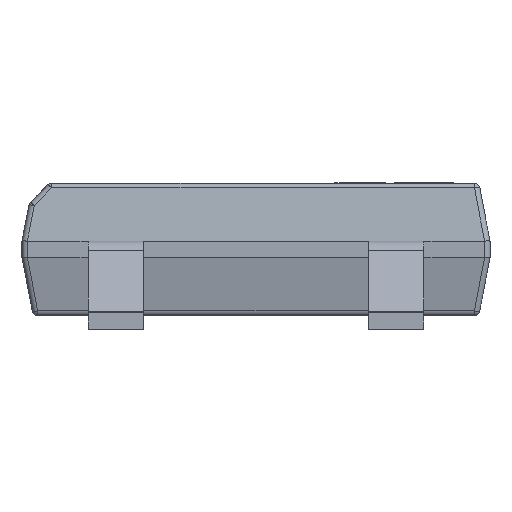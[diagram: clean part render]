
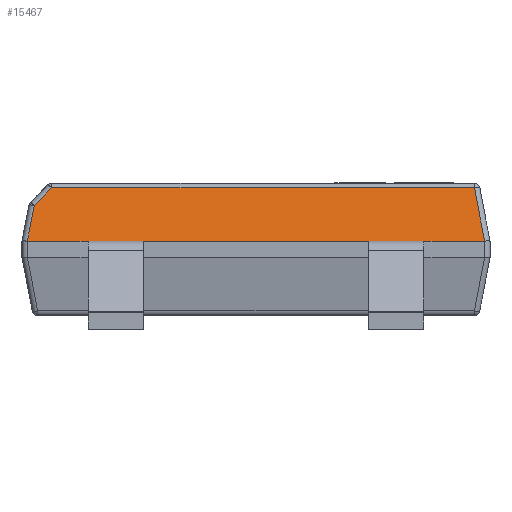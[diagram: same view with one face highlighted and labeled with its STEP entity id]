
A CAD part, front view. The second image highlights one B-rep face of the part: STEP entity #15467.
In plain terms, the highlighted planar face has unit normal (0, -0.982, 0.187).
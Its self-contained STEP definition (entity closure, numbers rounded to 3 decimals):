
#303 = VERTEX_POINT ( 'NONE', #8677 ) ;
#494 = EDGE_CURVE ( 'NONE', #15335, #16851, #18744, .T. ) ;
#811 = LINE ( 'NONE', #8543, #15246 ) ;
#906 = DIRECTION ( 'NONE',  ( -1., 0., 0. ) ) ;
#926 = CARTESIAN_POINT ( 'NONE',  ( 4.152, -3.2, 1.4 ) ) ;
#1035 = VERTEX_POINT ( 'NONE', #16425 ) ;
#1040 = CARTESIAN_POINT ( 'NONE',  ( -4.15, -3.2, 1.4 ) ) ;
#1574 = ORIENTED_EDGE ( 'NONE', *, *, #9037, .F. ) ;
#1585 = VECTOR ( 'NONE', #10739, 1000. ) ;
#1668 = VECTOR ( 'NONE', #15618, 1000. ) ;
#2069 = ORIENTED_EDGE ( 'NONE', *, *, #7211, .T. ) ;
#2077 = EDGE_CURVE ( 'NONE', #4902, #16678, #8250, .T. ) ;
#2238 = CARTESIAN_POINT ( 'NONE',  ( -4.151, -3.2, 1.4 ) ) ;
#3363 = VECTOR ( 'NONE', #6296, 1000. ) ;
#3391 = VERTEX_POINT ( 'NONE', #17753 ) ;
#3538 = CARTESIAN_POINT ( 'NONE',  ( -3.818, -2.866, 3.152 ) ) ;
#3578 = EDGE_CURVE ( 'NONE', #3391, #12427, #8493, .T. ) ;
#3581 = DIRECTION ( 'NONE',  ( -0.701, -0.133, -0.701 ) ) ;
#3687 = VECTOR ( 'NONE', #9025, 1000. ) ;
#3886 = DIRECTION ( 'NONE',  ( -1., 0., 0. ) ) ;
#4150 = EDGE_CURVE ( 'NONE', #1035, #7428, #811, .T. ) ;
#4167 = PLANE ( 'NONE',  #5915 ) ;
#4364 = CARTESIAN_POINT ( 'NONE',  ( 4.151, -3.2, 1.4 ) ) ;
#4899 = LINE ( 'NONE', #3538, #1585 ) ;
#4902 = VERTEX_POINT ( 'NONE', #13854 ) ;
#4923 = ORIENTED_EDGE ( 'NONE', *, *, #3578, .F. ) ;
#4985 = LINE ( 'NONE', #16893, #1668 ) ;
#5183 = CARTESIAN_POINT ( 'NONE',  ( -4.152, -3.2, 1.4 ) ) ;
#5669 = ORIENTED_EDGE ( 'NONE', *, *, #2077, .T. ) ;
#5692 = DIRECTION ( 'NONE',  ( -1., 0., 0. ) ) ;
#5821 = CARTESIAN_POINT ( 'NONE',  ( 4.15, -3.2, 1.4 ) ) ;
#5915 = AXIS2_PLACEMENT_3D ( 'NONE', #8647, #17256, #3886 ) ;
#6296 = DIRECTION ( 'NONE',  ( -1., 0., 0. ) ) ;
#6340 =( BOUNDED_CURVE ( )  B_SPLINE_CURVE ( 3, ( #5183, #2238, #12794, #1040 ),
 .UNSPECIFIED., .F., .F. ) 
 B_SPLINE_CURVE_WITH_KNOTS ( ( 4, 4 ),
 ( 6.266, 6.283 ),
 .UNSPECIFIED. ) 
 CURVE ( )  GEOMETRIC_REPRESENTATION_ITEM ( )  RATIONAL_B_SPLINE_CURVE ( ( 1., 1., 1., 1. ) ) 
 REPRESENTATION_ITEM ( '' )  );
#6469 = ORIENTED_EDGE ( 'NONE', *, *, #4150, .F. ) ;
#6911 = EDGE_CURVE ( 'NONE', #15335, #3391, #7502, .T. ) ;
#6964 = VERTEX_POINT ( 'NONE', #18788 ) ;
#7211 = EDGE_CURVE ( 'NONE', #16678, #11062, #4899, .T. ) ;
#7428 = VERTEX_POINT ( 'NONE', #12000 ) ;
#7502 = LINE ( 'NONE', #18127, #12826 ) ;
#7777 = CARTESIAN_POINT ( 'NONE',  ( 0., -3.015, 2.369 ) ) ;
#8232 = ORIENTED_EDGE ( 'NONE', *, *, #6911, .F. ) ;
#8250 = LINE ( 'NONE', #14218, #12434 ) ;
#8379 = CARTESIAN_POINT ( 'NONE',  ( 4.151, -3.2, 1.4 ) ) ;
#8493 = LINE ( 'NONE', #14633, #13581 ) ;
#8543 = CARTESIAN_POINT ( 'NONE',  ( -3.05, -3.2, 1.4 ) ) ;
#8647 = CARTESIAN_POINT ( 'NONE',  ( 0., -3., 2.45 ) ) ;
#8677 = CARTESIAN_POINT ( 'NONE',  ( 3.967, -3.015, 2.369 ) ) ;
#8916 = LINE ( 'NONE', #17917, #3687 ) ;
#9025 = DIRECTION ( 'NONE',  ( -0.184, 0.184, 0.966 ) ) ;
#9037 = EDGE_CURVE ( 'NONE', #7428, #6964, #10555, .T. ) ;
#10100 = FACE_OUTER_BOUND ( 'NONE', #17962, .T. ) ;
#10163 = EDGE_CURVE ( 'NONE', #11062, #6964, #6340, .T. ) ;
#10555 = LINE ( 'NONE', #16521, #18516 ) ;
#10739 = DIRECTION ( 'NONE',  ( -0.184, -0.184, -0.966 ) ) ;
#11021 = CARTESIAN_POINT ( 'NONE',  ( -4.152, -3.2, 1.4 ) ) ;
#11062 = VERTEX_POINT ( 'NONE', #11021 ) ;
#11344 = EDGE_CURVE ( 'NONE', #16851, #303, #8916, .T. ) ;
#11888 = CARTESIAN_POINT ( 'NONE',  ( 4.15, -3.2, 1.4 ) ) ;
#12000 = CARTESIAN_POINT ( 'NONE',  ( -3.05, -3.2, 1.4 ) ) ;
#12427 = VERTEX_POINT ( 'NONE', #15355 ) ;
#12434 = VECTOR ( 'NONE', #3581, 1000. ) ;
#12794 = CARTESIAN_POINT ( 'NONE',  ( -4.151, -3.2, 1.4 ) ) ;
#12826 = VECTOR ( 'NONE', #13467, 1000. ) ;
#12937 = ORIENTED_EDGE ( 'NONE', *, *, #494, .T. ) ;
#13164 = EDGE_CURVE ( 'NONE', #303, #4902, #15173, .T. ) ;
#13467 = DIRECTION ( 'NONE',  ( -1., 0., 0. ) ) ;
#13581 = VECTOR ( 'NONE', #16084, 1000. ) ;
#13854 = CARTESIAN_POINT ( 'NONE',  ( -3.709, -3.015, 2.369 ) ) ;
#14218 = CARTESIAN_POINT ( 'NONE',  ( -4.024, -3.075, 2.054 ) ) ;
#14398 = CARTESIAN_POINT ( 'NONE',  ( -4.028, -3.076, 2.049 ) ) ;
#14633 = CARTESIAN_POINT ( 'NONE',  ( 2.05, -3.2, 1.4 ) ) ;
#15173 = LINE ( 'NONE', #7777, #3363 ) ;
#15246 = VECTOR ( 'NONE', #906, 1000. ) ;
#15335 = VERTEX_POINT ( 'NONE', #11888 ) ;
#15355 = CARTESIAN_POINT ( 'NONE',  ( 2.05, -3.2, 1.4 ) ) ;
#15467 = ADVANCED_FACE ( 'NONE', ( #10100 ), #4167, .T. ) ;
#15545 = ORIENTED_EDGE ( 'NONE', *, *, #11344, .T. ) ;
#15618 = DIRECTION ( 'NONE',  ( -1., 0., 0. ) ) ;
#16084 = DIRECTION ( 'NONE',  ( -1., 0., 0. ) ) ;
#16425 = CARTESIAN_POINT ( 'NONE',  ( -2.05, -3.2, 1.4 ) ) ;
#16521 = CARTESIAN_POINT ( 'NONE',  ( -4.25, -3.2, 1.4 ) ) ;
#16678 = VERTEX_POINT ( 'NONE', #14398 ) ;
#16823 = CARTESIAN_POINT ( 'NONE',  ( 4.152, -3.2, 1.4 ) ) ;
#16851 = VERTEX_POINT ( 'NONE', #16823 ) ;
#16893 = CARTESIAN_POINT ( 'NONE',  ( -4.25, -3.2, 1.4 ) ) ;
#17256 = DIRECTION ( 'NONE',  ( 0., -0.982, 0.187 ) ) ;
#17476 = ORIENTED_EDGE ( 'NONE', *, *, #13164, .T. ) ;
#17662 = ORIENTED_EDGE ( 'NONE', *, *, #19047, .F. ) ;
#17753 = CARTESIAN_POINT ( 'NONE',  ( 3.05, -3.2, 1.4 ) ) ;
#17917 = CARTESIAN_POINT ( 'NONE',  ( 3.818, -2.866, 3.152 ) ) ;
#17962 = EDGE_LOOP ( 'NONE', ( #2069, #18091, #1574, #6469, #17662, #4923, #8232, #12937, #15545, #17476, #5669 ) ) ;
#18091 = ORIENTED_EDGE ( 'NONE', *, *, #10163, .T. ) ;
#18127 = CARTESIAN_POINT ( 'NONE',  ( -4.25, -3.2, 1.4 ) ) ;
#18516 = VECTOR ( 'NONE', #5692, 1000. ) ;
#18744 =( BOUNDED_CURVE ( )  B_SPLINE_CURVE ( 3, ( #5821, #4364, #8379, #926 ),
 .UNSPECIFIED., .F., .F. ) 
 B_SPLINE_CURVE_WITH_KNOTS ( ( 4, 4 ),
 ( 0., 0.018 ),
 .UNSPECIFIED. ) 
 CURVE ( )  GEOMETRIC_REPRESENTATION_ITEM ( )  RATIONAL_B_SPLINE_CURVE ( ( 1., 1., 1., 1. ) ) 
 REPRESENTATION_ITEM ( '' )  );
#18788 = CARTESIAN_POINT ( 'NONE',  ( -4.15, -3.2, 1.4 ) ) ;
#19047 = EDGE_CURVE ( 'NONE', #12427, #1035, #4985, .T. ) ;
